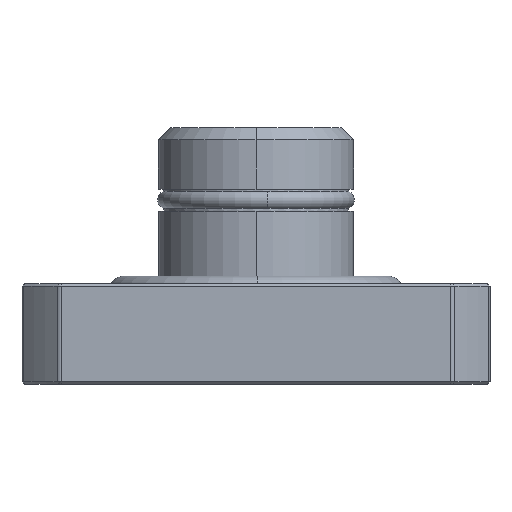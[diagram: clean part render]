
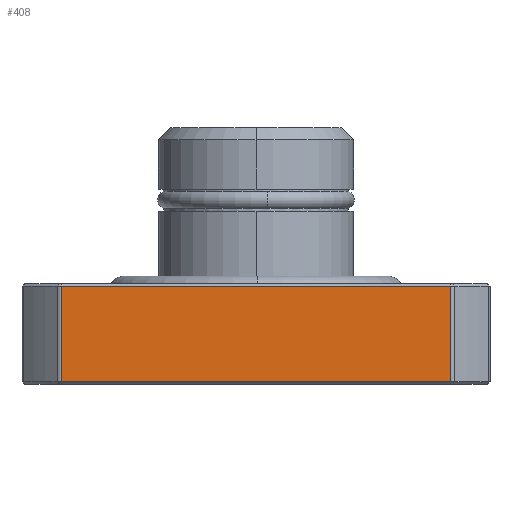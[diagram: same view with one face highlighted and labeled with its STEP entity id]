
A CAD part, front view. The second image highlights one B-rep face of the part: STEP entity #408.
In plain terms, the highlighted planar face has unit normal (0, -1, 0).
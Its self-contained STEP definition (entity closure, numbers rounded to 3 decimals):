
#81 = LINE ( 'NONE', #1719, #502 ) ;
#132 = CARTESIAN_POINT ( 'NONE',  ( -16.035, -19.05, -0.021 ) ) ;
#163 = FACE_OUTER_BOUND ( 'NONE', #555, .T. ) ;
#293 = CARTESIAN_POINT ( 'NONE',  ( -15.851, -19.05, 0.179 ) ) ;
#340 = DIRECTION ( 'NONE',  ( -1., 0., 0. ) ) ;
#343 = DIRECTION ( 'NONE',  ( 0., 0., -1. ) ) ;
#348 = CARTESIAN_POINT ( 'NONE',  ( 15.851, -19.05, -0.021 ) ) ;
#408 = ADVANCED_FACE ( 'NONE', ( #163 ), #1120, .T. ) ;
#502 = VECTOR ( 'NONE', #744, 1000. ) ;
#514 = DIRECTION ( 'NONE',  ( 0., -1., 0. ) ) ;
#555 = EDGE_LOOP ( 'NONE', ( #2337, #2233, #1460, #1996 ) ) ;
#722 = LINE ( 'NONE', #1786, #1656 ) ;
#744 = DIRECTION ( 'NONE',  ( 1., 0., 0. ) ) ;
#1120 = PLANE ( 'NONE',  #1900 ) ;
#1169 = CARTESIAN_POINT ( 'NONE',  ( 15.851, -19.05, 0.179 ) ) ;
#1175 = DIRECTION ( 'NONE',  ( 0., 0., 1. ) ) ;
#1289 = EDGE_CURVE ( 'NONE', #2536, #1819, #81, .T. ) ;
#1349 = VERTEX_POINT ( 'NONE', #1393 ) ;
#1393 = CARTESIAN_POINT ( 'NONE',  ( 15.851, -19.05, 7.979 ) ) ;
#1460 = ORIENTED_EDGE ( 'NONE', *, *, #2519, .T. ) ;
#1516 = LINE ( 'NONE', #348, #2236 ) ;
#1597 = EDGE_CURVE ( 'NONE', #2429, #2536, #1758, .T. ) ;
#1656 = VECTOR ( 'NONE', #340, 1000. ) ;
#1716 = VECTOR ( 'NONE', #2313, 1000. ) ;
#1718 = CARTESIAN_POINT ( 'NONE',  ( -15.851, -19.05, -0.021 ) ) ;
#1719 = CARTESIAN_POINT ( 'NONE',  ( 15.851, -19.05, 0.179 ) ) ;
#1758 = LINE ( 'NONE', #1718, #1716 ) ;
#1786 = CARTESIAN_POINT ( 'NONE',  ( -16.035, -19.05, 7.979 ) ) ;
#1819 = VERTEX_POINT ( 'NONE', #1169 ) ;
#1900 = AXIS2_PLACEMENT_3D ( 'NONE', #132, #514, #343 ) ;
#1996 = ORIENTED_EDGE ( 'NONE', *, *, #2030, .T. ) ;
#2030 = EDGE_CURVE ( 'NONE', #1349, #2429, #722, .T. ) ;
#2233 = ORIENTED_EDGE ( 'NONE', *, *, #1289, .T. ) ;
#2236 = VECTOR ( 'NONE', #1175, 1000. ) ;
#2313 = DIRECTION ( 'NONE',  ( 0., 0., -1. ) ) ;
#2318 = CARTESIAN_POINT ( 'NONE',  ( -15.851, -19.05, 7.979 ) ) ;
#2337 = ORIENTED_EDGE ( 'NONE', *, *, #1597, .T. ) ;
#2429 = VERTEX_POINT ( 'NONE', #2318 ) ;
#2519 = EDGE_CURVE ( 'NONE', #1819, #1349, #1516, .T. ) ;
#2536 = VERTEX_POINT ( 'NONE', #293 ) ;
